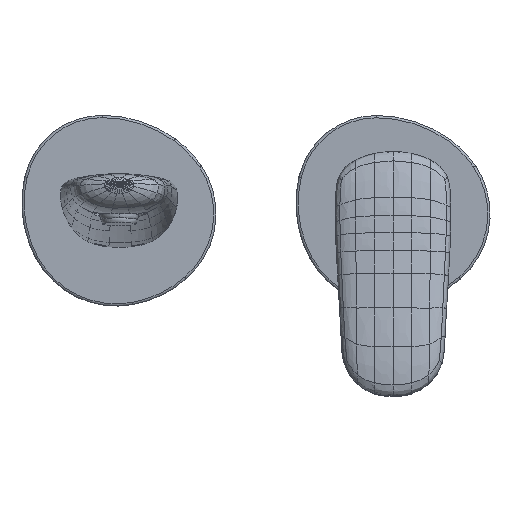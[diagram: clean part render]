
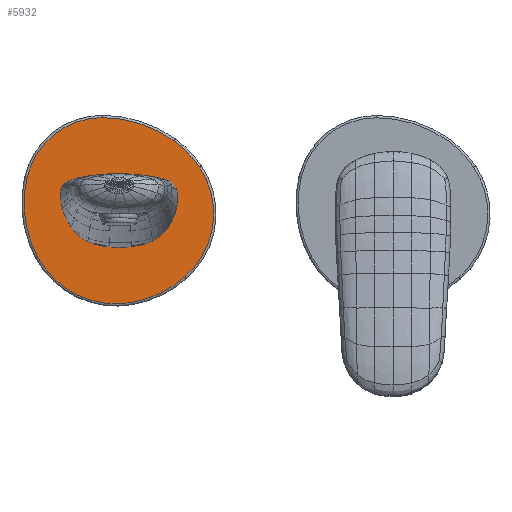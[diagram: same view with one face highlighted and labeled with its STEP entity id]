
A CAD part, front view. The second image highlights one B-rep face of the part: STEP entity #5932.
In plain terms, the highlighted face is planar.
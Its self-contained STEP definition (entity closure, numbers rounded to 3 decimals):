
#96=PLANE('',#6349);
#1286=FACE_OUTER_BOUND('',#1722,.T.);
#1722=EDGE_LOOP('',(#4505,#4506,#4507,#4508,#4509,#4510,#4511));
#2336=CIRCLE('',#6350,45.);
#2337=CIRCLE('',#6351,54.);
#2338=CIRCLE('',#6352,33.75);
#2339=CIRCLE('',#6353,49.73);
#2340=CIRCLE('',#6354,39.);
#2341=CIRCLE('',#6355,48.5);
#2342=CIRCLE('',#6356,36.72);
#2640=VERTEX_POINT('',#16825);
#2641=VERTEX_POINT('',#16826);
#2642=VERTEX_POINT('',#16828);
#2643=VERTEX_POINT('',#16830);
#2644=VERTEX_POINT('',#16832);
#2645=VERTEX_POINT('',#16834);
#2646=VERTEX_POINT('',#16836);
#3296=EDGE_CURVE('',#2640,#2641,#2336,.T.);
#3297=EDGE_CURVE('',#2641,#2642,#2337,.T.);
#3298=EDGE_CURVE('',#2642,#2643,#2338,.T.);
#3299=EDGE_CURVE('',#2643,#2644,#2339,.T.);
#3300=EDGE_CURVE('',#2644,#2645,#2340,.T.);
#3301=EDGE_CURVE('',#2645,#2646,#2341,.T.);
#3302=EDGE_CURVE('',#2646,#2640,#2342,.T.);
#4505=ORIENTED_EDGE('',*,*,#3296,.T.);
#4506=ORIENTED_EDGE('',*,*,#3297,.T.);
#4507=ORIENTED_EDGE('',*,*,#3298,.T.);
#4508=ORIENTED_EDGE('',*,*,#3299,.T.);
#4509=ORIENTED_EDGE('',*,*,#3300,.T.);
#4510=ORIENTED_EDGE('',*,*,#3301,.T.);
#4511=ORIENTED_EDGE('',*,*,#3302,.T.);
#5932=ADVANCED_FACE('',(#1286),#96,.F.);
#6349=AXIS2_PLACEMENT_3D('',#16824,#6679,#6680);
#6350=AXIS2_PLACEMENT_3D('',#16827,#6681,#6682);
#6351=AXIS2_PLACEMENT_3D('',#16829,#6683,#6684);
#6352=AXIS2_PLACEMENT_3D('',#16831,#6685,#6686);
#6353=AXIS2_PLACEMENT_3D('',#16833,#6687,#6688);
#6354=AXIS2_PLACEMENT_3D('',#16835,#6689,#6690);
#6355=AXIS2_PLACEMENT_3D('',#16837,#6691,#6692);
#6356=AXIS2_PLACEMENT_3D('',#16838,#6693,#6694);
#6679=DIRECTION('center_axis',(0.,0.,1.));
#6680=DIRECTION('ref_axis',(1.,0.,0.));
#6681=DIRECTION('center_axis',(0.,0.,-1.));
#6682=DIRECTION('ref_axis',(-0.829,0.559,0.));
#6683=DIRECTION('center_axis',(0.,0.,-1.));
#6684=DIRECTION('ref_axis',(-0.583,0.813,0.));
#6685=DIRECTION('center_axis',(0.,0.,-1.));
#6686=DIRECTION('ref_axis',(0.,1.,0.));
#6687=DIRECTION('center_axis',(0.,0.,-1.));
#6688=DIRECTION('ref_axis',(0.974,0.227,0.));
#6689=DIRECTION('center_axis',(0.,0.,-1.));
#6690=DIRECTION('ref_axis',(0.879,-0.478,0.));
#6691=DIRECTION('center_axis',(0.,0.,-1.));
#6692=DIRECTION('ref_axis',(-0.183,-0.983,0.));
#6693=DIRECTION('center_axis',(0.,0.,-1.));
#6694=DIRECTION('ref_axis',(-0.655,-0.756,0.));
#16824=CARTESIAN_POINT('Origin',(0.,0.,0.));
#16825=CARTESIAN_POINT('',(-35.237,19.201,0.));
#16826=CARTESIAN_POINT('',(-24.139,30.63,0.));
#16827=CARTESIAN_POINT('Origin',(2.088,-5.937,0.));
#16828=CARTESIAN_POINT('',(7.333,40.75,0.));
#16829=CARTESIAN_POINT('Origin',(7.333,-13.25,0.));
#16830=CARTESIAN_POINT('',(40.203,14.659,0.));
#16831=CARTESIAN_POINT('Origin',(7.333,7.,0.));
#16832=CARTESIAN_POINT('',(35.464,-20.373,0.));
#16833=CARTESIAN_POINT('Origin',(-8.23,3.374,0.));
#16834=CARTESIAN_POINT('',(-5.94,-40.091,0.));
#16835=CARTESIAN_POINT('Origin',(1.198,-1.75,0.));
#16836=CARTESIAN_POINT('',(-28.833,-29.057,0.));
#16837=CARTESIAN_POINT('Origin',(2.936,7.59,0.));
#16838=CARTESIAN_POINT('Origin',(-4.78,-1.311,0.));
